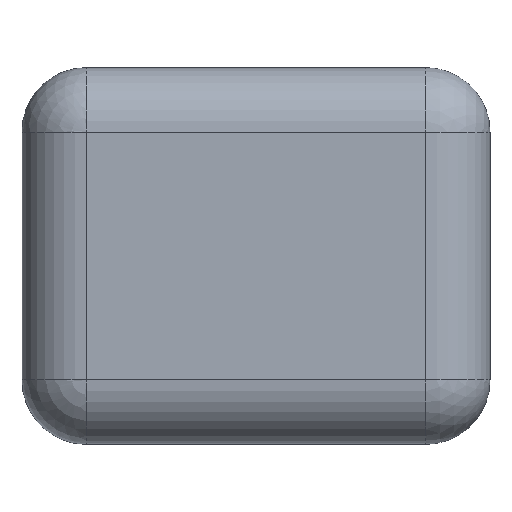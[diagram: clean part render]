
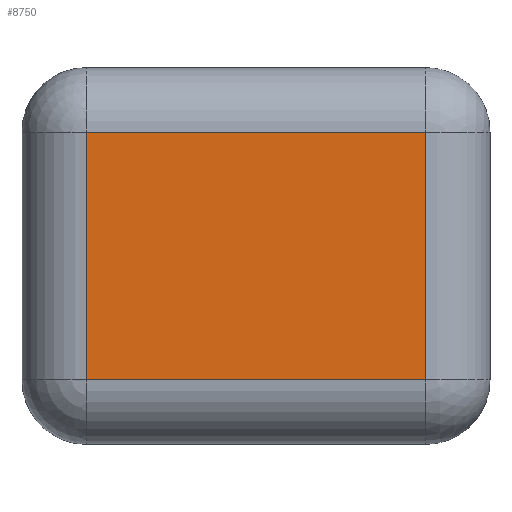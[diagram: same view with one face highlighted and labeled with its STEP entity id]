
A CAD part, front view. The second image highlights one B-rep face of the part: STEP entity #8750.
In plain terms, the highlighted planar face has unit normal (0, -1, 0).
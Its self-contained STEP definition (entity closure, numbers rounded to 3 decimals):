
#1019 = LINE ( 'NONE', #17210, #19066 ) ;
#2096 = DIRECTION ( 'NONE',  ( 0., 0., -1. ) ) ;
#4834 = VECTOR ( 'NONE', #35195, 1000. ) ;
#5342 = CARTESIAN_POINT ( 'NONE',  ( -210.35, -64.718, 0. ) ) ;
#7707 = CARTESIAN_POINT ( 'NONE',  ( 0., -64.718, 0. ) ) ;
#8068 = DIRECTION ( 'NONE',  ( 0., -1., 0. ) ) ;
#8750 = ADVANCED_FACE ( 'NONE', ( #40037 ), #50207, .T. ) ;
#8803 = VERTEX_POINT ( 'NONE', #45309 ) ;
#15491 = ORIENTED_EDGE ( 'NONE', *, *, #44435, .T. ) ;
#17210 = CARTESIAN_POINT ( 'NONE',  ( 0., -64.718, -153.806 ) ) ;
#19066 = VECTOR ( 'NONE', #38642, 1000. ) ;
#20406 = LINE ( 'NONE', #52717, #4834 ) ;
#21153 = LINE ( 'NONE', #5342, #48716 ) ;
#25430 = EDGE_LOOP ( 'NONE', ( #50082, #46793, #38238, #15491 ) ) ;
#25446 = EDGE_CURVE ( 'NONE', #8803, #33155, #1019, .T. ) ;
#31362 = DIRECTION ( 'NONE',  ( 0., 0., -1. ) ) ;
#33155 = VERTEX_POINT ( 'NONE', #61831 ) ;
#33756 = AXIS2_PLACEMENT_3D ( 'NONE', #7707, #8068, #2096 ) ;
#35195 = DIRECTION ( 'NONE',  ( -1., 0., 0. ) ) ;
#38238 = ORIENTED_EDGE ( 'NONE', *, *, #63427, .T. ) ;
#38642 = DIRECTION ( 'NONE',  ( 1., 0., 0. ) ) ;
#39548 = VECTOR ( 'NONE', #69003, 1000. ) ;
#40037 = FACE_OUTER_BOUND ( 'NONE', #25430, .T. ) ;
#40176 = EDGE_CURVE ( 'NONE', #33155, #66739, #43317, .T. ) ;
#41929 = CARTESIAN_POINT ( 'NONE',  ( 210.35, -64.718, 153.806 ) ) ;
#43317 = LINE ( 'NONE', #59122, #39548 ) ;
#44435 = EDGE_CURVE ( 'NONE', #44921, #8803, #21153, .T. ) ;
#44921 = VERTEX_POINT ( 'NONE', #60058 ) ;
#45309 = CARTESIAN_POINT ( 'NONE',  ( -210.35, -64.718, -153.806 ) ) ;
#46793 = ORIENTED_EDGE ( 'NONE', *, *, #40176, .T. ) ;
#48716 = VECTOR ( 'NONE', #31362, 1000. ) ;
#50082 = ORIENTED_EDGE ( 'NONE', *, *, #25446, .T. ) ;
#50207 = PLANE ( 'NONE',  #33756 ) ;
#52717 = CARTESIAN_POINT ( 'NONE',  ( 0., -64.718, 153.806 ) ) ;
#59122 = CARTESIAN_POINT ( 'NONE',  ( 210.35, -64.718, 0. ) ) ;
#60058 = CARTESIAN_POINT ( 'NONE',  ( -210.35, -64.718, 153.806 ) ) ;
#61831 = CARTESIAN_POINT ( 'NONE',  ( 210.35, -64.718, -153.806 ) ) ;
#63427 = EDGE_CURVE ( 'NONE', #66739, #44921, #20406, .T. ) ;
#66739 = VERTEX_POINT ( 'NONE', #41929 ) ;
#69003 = DIRECTION ( 'NONE',  ( 0., 0., 1. ) ) ;
